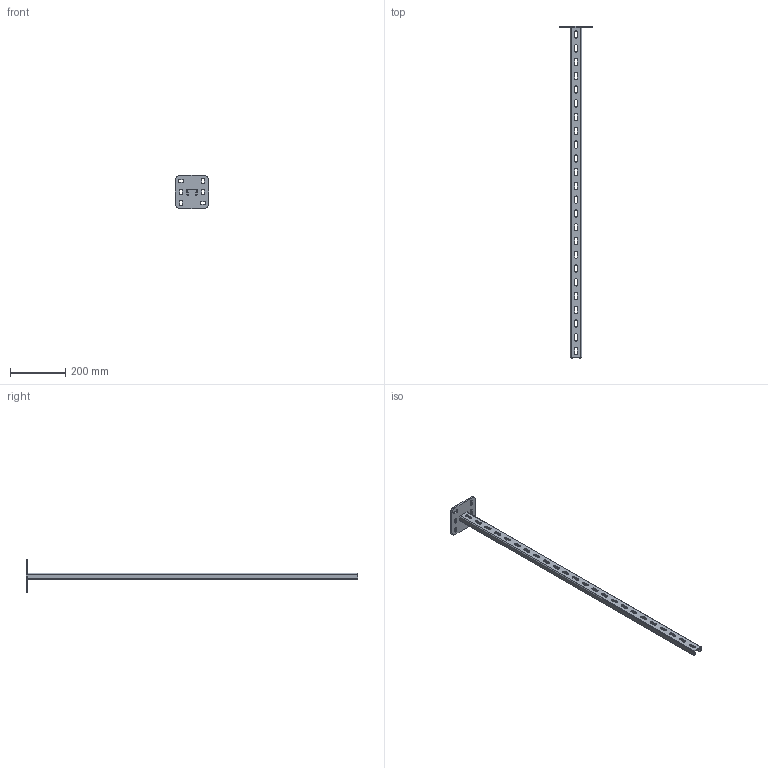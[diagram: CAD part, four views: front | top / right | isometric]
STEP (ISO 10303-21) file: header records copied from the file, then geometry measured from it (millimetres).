
FILE_DESCRIPTION (( 'STEP AP203' ), '1' );
FILE_NAME ('Ïîäâåñ BSP-21_BSP2112.STEP', '2012-11-16T09:00:14', ( 'Àñååâ' ), ( '' ), 'SwSTEP 2.0', 'SolidWorks 2012', '' );
FILE_SCHEMA (( 'CONFIG_CONTROL_DESIGN' ));
Length unit declared in the file: millimetre
Products named in the file (1): 砐鳱殥 BSP-21_BSP2112
Bounding box: 120 x 1206 x 120 mm (x, y, z)
Volume: 366840.6 mm3; surface area: 271228.4 mm2
Topology: 1 solids, 1 shells, 159 faces, 468 edges, 312 vertices
Faces by surface type: plane 83, cylinder 76
Entity records: 5531 total; most frequent: CARTESIAN_POINT 940, DIRECTION 940, ORIENTED_EDGE 936, EDGE_CURVE 468, VECTOR 316, LINE 316, AXIS2_PLACEMENT_3D 312, VERTEX_POINT 312
